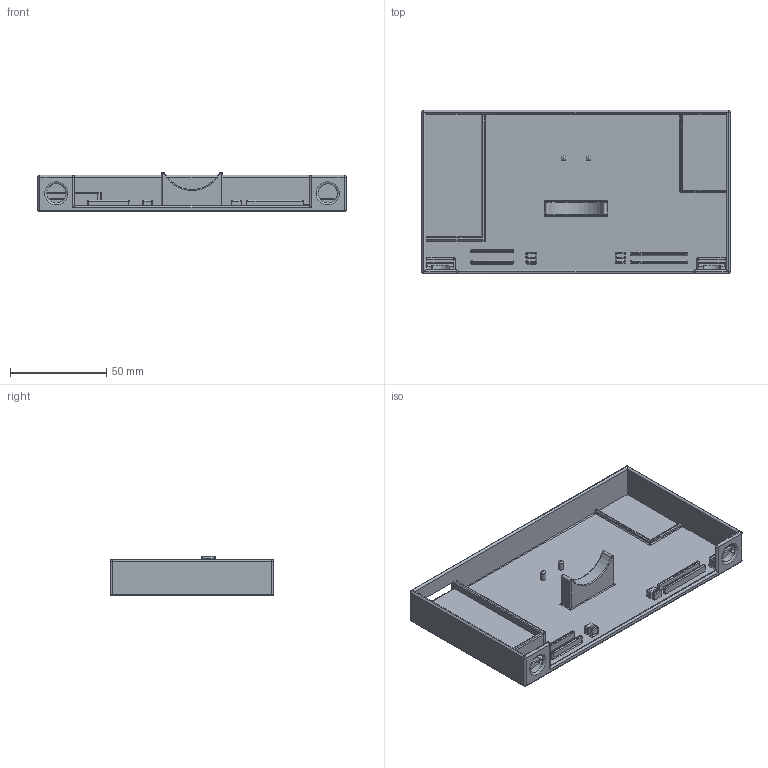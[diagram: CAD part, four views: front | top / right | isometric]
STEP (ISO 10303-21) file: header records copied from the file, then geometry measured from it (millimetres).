
FILE_DESCRIPTION(/* description */ (''),/* implementation_level */ '2;1');
FILE_NAME(/* name */ 'Bench v50.step',/* time_stamp */ '2024-08-16T14:53:47+02:00',/* author */ (''),/* organization */ (''),/* preprocessor_version */ 'ST-DEVELOPER v20',/* originating_system */ 'Autodesk Translation Framework v13.14.0.145',/* authorisation */ '');
FILE_SCHEMA (('AUTOMOTIVE_DESIGN { 1 0 10303 214 3 1 1 }'));
Length unit declared in the file: millimetre
Products named in the file (1): Bench
Bounding box: 160 x 85 x 20.5 mm (x, y, z)
Volume: 52034 mm3; surface area: 43093.2 mm2
Topology: 1 solids, 1 shells, 303 faces, 692 edges, 392 vertices
Faces by surface type: cylinder 141, plane 94, torus 24, sphere 24, bspline 20
Full cylindrical faces by diameter (mm): 2.5 x2
Entity records: 8757 total; most frequent: CARTESIAN_POINT 1912, DIRECTION 1505, ORIENTED_EDGE 1370, EDGE_CURVE 685, AXIS2_PLACEMENT_3D 564, VERTEX_POINT 392, LINE 377, VECTOR 377
